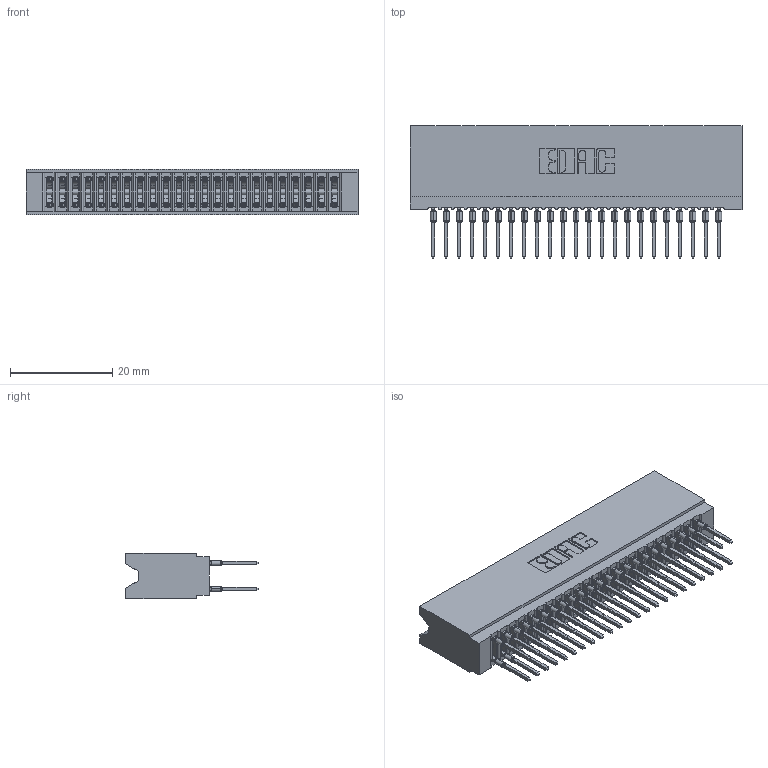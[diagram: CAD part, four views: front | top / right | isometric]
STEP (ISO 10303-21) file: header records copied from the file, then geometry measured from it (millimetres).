
FILE_DESCRIPTION (( 'STEP AP203' ), '1' );
FILE_NAME ('745-046-522-206.STEP', '2026-02-26T17:56:40', ( '' ), ( '' ), 'SwSTEP 2.0', 'SolidWorks 2023', '' );
FILE_SCHEMA (( 'CONFIG_CONTROL_DESIGN' ));
Length unit declared in the file: millimetre
Products named in the file (3): 745-046-522-206; 745-292-001_522; 745 Part_Insulator Option - 06
Assembly tree (47 placements, depth 2):
  745-046-522-206
    745 Part_Insulator Option - 06
    745-292-001_522  x46
Bounding box: 65.02 x 25.92 x 8.89 mm (x, y, z)
Volume: 5996.9 mm3; surface area: 11938 mm2
Topology: 47 solids, 47 shells, 4213 faces, 11323 edges, 7118 vertices
Faces by surface type: plane 2172, bspline 920, cylinder 845, torus 276
Entity records: 41335 total; most frequent: CARTESIAN_POINT 7678, ORIENTED_EDGE 7076, DIRECTION 6198, EDGE_CURVE 3538, VECTOR 3218, LINE 3218, VERTEX_POINT 2258, AXIS2_PLACEMENT_3D 1490
